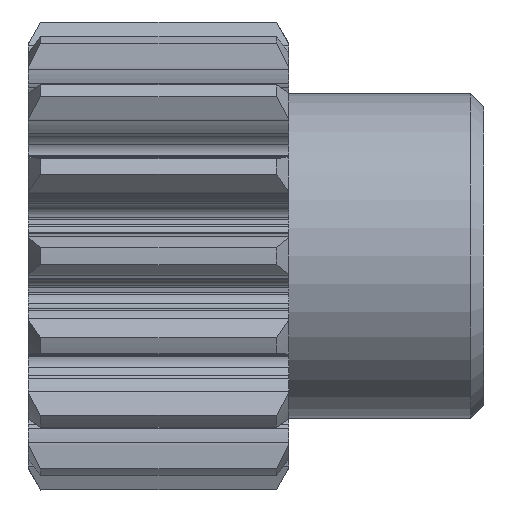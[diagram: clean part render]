
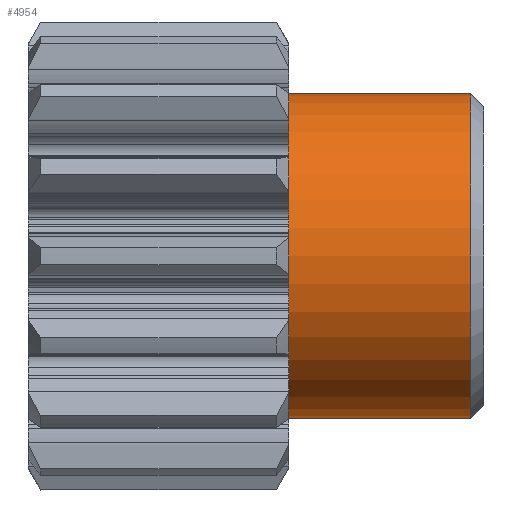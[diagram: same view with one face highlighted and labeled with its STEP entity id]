
A CAD part, front view. The second image highlights one B-rep face of the part: STEP entity #4954.
In plain terms, the highlighted cylindrical face has radius 12.5 mm (diameter 25 mm), a full revolution.
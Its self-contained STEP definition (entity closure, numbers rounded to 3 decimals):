
#34=CYLINDRICAL_SURFACE('',#5714,12.5);
#273=VECTOR('',#7000,1.);
#515=LINE('',#9043,#273);
#1185=VERTEX_POINT('',#8606);
#1394=VERTEX_POINT('',#9044);
#1395=VERTEX_POINT('',#9046);
#1674=CIRCLE('',#5499,12.5);
#1887=CIRCLE('',#5715,12.5);
#2238=EDGE_CURVE('',#1185,#1185,#1674,.T.);
#2464=EDGE_CURVE('',#1394,#1185,#515,.T.);
#2465=EDGE_CURVE('',#1395,#1394,#1887,.T.);
#2466=EDGE_CURVE('',#1394,#1395,#1887,.T.);
#3318=ORIENTED_EDGE('',*,*,#2464,.T.);
#3319=ORIENTED_EDGE('',*,*,#2238,.T.);
#3320=ORIENTED_EDGE('',*,*,#2464,.F.);
#3321=ORIENTED_EDGE('',*,*,#2465,.F.);
#3322=ORIENTED_EDGE('',*,*,#2466,.F.);
#4396=EDGE_LOOP('',(#3318,#3319,#3320,#3321,#3322));
#4676=FACE_BOUND('',#4396,.T.);
#4954=ADVANCED_FACE('',(#4676),#34,.T.);
#5499=AXIS2_PLACEMENT_3D('',#8605,#6567,#6568);
#5714=AXIS2_PLACEMENT_3D('',#9042,#6998,#6999);
#5715=AXIS2_PLACEMENT_3D('',#9045,#7001,#7002);
#6567=DIRECTION('',(1.,0.,0.));
#6568=DIRECTION('',(0.,0.,-12.5));
#6998=DIRECTION('',(1.,0.,0.));
#6999=DIRECTION('',(0.,0.,-12.5));
#7000=DIRECTION('',(-1.,0.,0.));
#7001=DIRECTION('',(1.,0.,0.));
#7002=DIRECTION('',(0.,0.,-12.5));
#8605=CARTESIAN_POINT('',(20.,0.,0.));
#8606=CARTESIAN_POINT('',(20.,0.,-12.5));
#9042=CARTESIAN_POINT('',(35.,0.,0.));
#9043=CARTESIAN_POINT('',(19.,0.,-12.5));
#9044=CARTESIAN_POINT('',(34.,0.,-12.5));
#9045=CARTESIAN_POINT('',(34.,0.,0.));
#9046=CARTESIAN_POINT('',(34.,0.,12.5));
